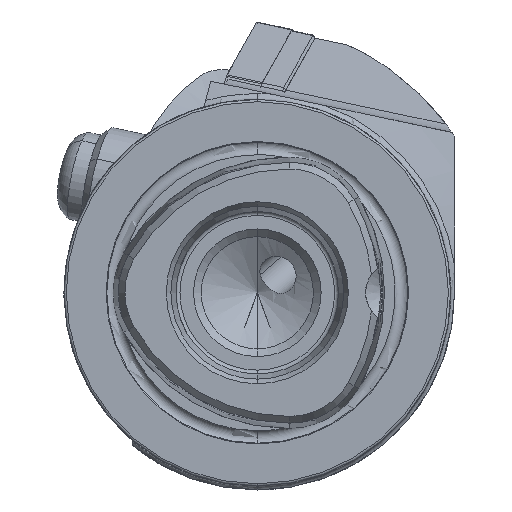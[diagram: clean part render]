
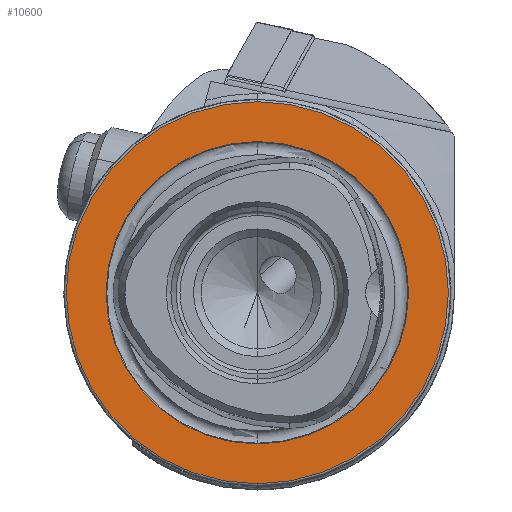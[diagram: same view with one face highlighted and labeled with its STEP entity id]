
A CAD part, left-side view. The second image highlights one B-rep face of the part: STEP entity #10600.
In plain terms, the highlighted planar face has unit normal (-1, 0, 0).
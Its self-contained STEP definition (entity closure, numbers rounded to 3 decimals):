
#46 = PLANE ( 'NONE',  #8523 ) ;
#311 = CIRCLE ( 'NONE', #7010, 24.7 ) ;
#610 = ORIENTED_EDGE ( 'NONE', *, *, #11953, .T. ) ;
#717 = DIRECTION ( 'NONE',  ( -1., 0., 0. ) ) ;
#1112 = VERTEX_POINT ( 'NONE', #4611 ) ;
#1241 = AXIS2_PLACEMENT_3D ( 'NONE', #13174, #717, #8648 ) ;
#1270 = CARTESIAN_POINT ( 'NONE',  ( 0., 0., -19.55 ) ) ;
#2005 = DIRECTION ( 'NONE',  ( -1., 0., 0. ) ) ;
#2525 = AXIS2_PLACEMENT_3D ( 'NONE', #3589, #11545, #4705 ) ;
#3213 = FACE_BOUND ( 'NONE', #4581, .T. ) ;
#3336 = VERTEX_POINT ( 'NONE', #9328 ) ;
#3420 = DIRECTION ( 'NONE',  ( -1., 0., 0. ) ) ;
#3589 = CARTESIAN_POINT ( 'NONE',  ( 0., 0., 0. ) ) ;
#3962 = EDGE_CURVE ( 'NONE', #5995, #3336, #311, .T. ) ;
#4414 = CIRCLE ( 'NONE', #6713, 19.55 ) ;
#4528 = DIRECTION ( 'NONE',  ( 0., 0., -1. ) ) ;
#4581 = EDGE_LOOP ( 'NONE', ( #12513, #6429 ) ) ;
#4611 = CARTESIAN_POINT ( 'NONE',  ( 0., 0., 19.55 ) ) ;
#4705 = DIRECTION ( 'NONE',  ( 0., 0., 1. ) ) ;
#5347 = DIRECTION ( 'NONE',  ( 0., 0., 1. ) ) ;
#5995 = VERTEX_POINT ( 'NONE', #12840 ) ;
#6204 = FACE_OUTER_BOUND ( 'NONE', #10806, .T. ) ;
#6429 = ORIENTED_EDGE ( 'NONE', *, *, #9308, .F. ) ;
#6713 = AXIS2_PLACEMENT_3D ( 'NONE', #12659, #3420, #8092 ) ;
#7010 = AXIS2_PLACEMENT_3D ( 'NONE', #11081, #2005, #5347 ) ;
#7786 = CIRCLE ( 'NONE', #1241, 24.7 ) ;
#7789 = CIRCLE ( 'NONE', #2525, 19.55 ) ;
#8092 = DIRECTION ( 'NONE',  ( 0., 0., 1. ) ) ;
#8523 = AXIS2_PLACEMENT_3D ( 'NONE', #11267, #10020, #4528 ) ;
#8648 = DIRECTION ( 'NONE',  ( 0., 0., 1. ) ) ;
#9308 = EDGE_CURVE ( 'NONE', #12634, #1112, #7789, .T. ) ;
#9328 = CARTESIAN_POINT ( 'NONE',  ( 0., 0., -24.7 ) ) ;
#10020 = DIRECTION ( 'NONE',  ( 1., 0., 0. ) ) ;
#10600 = ADVANCED_FACE ( 'NONE', ( #3213, #6204 ), #46, .F. ) ;
#10806 = EDGE_LOOP ( 'NONE', ( #13279, #610 ) ) ;
#11081 = CARTESIAN_POINT ( 'NONE',  ( 0., 0., 0. ) ) ;
#11267 = CARTESIAN_POINT ( 'NONE',  ( 0., 19.55, 0. ) ) ;
#11545 = DIRECTION ( 'NONE',  ( -1., 0., 0. ) ) ;
#11953 = EDGE_CURVE ( 'NONE', #3336, #5995, #7786, .T. ) ;
#12513 = ORIENTED_EDGE ( 'NONE', *, *, #13209, .F. ) ;
#12634 = VERTEX_POINT ( 'NONE', #1270 ) ;
#12659 = CARTESIAN_POINT ( 'NONE',  ( 0., 0., 0. ) ) ;
#12840 = CARTESIAN_POINT ( 'NONE',  ( 0., 0., 24.7 ) ) ;
#13174 = CARTESIAN_POINT ( 'NONE',  ( 0., 0., 0. ) ) ;
#13209 = EDGE_CURVE ( 'NONE', #1112, #12634, #4414, .T. ) ;
#13279 = ORIENTED_EDGE ( 'NONE', *, *, #3962, .T. ) ;
